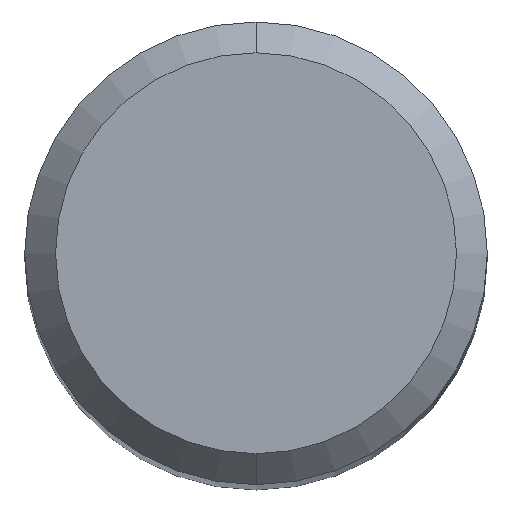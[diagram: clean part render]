
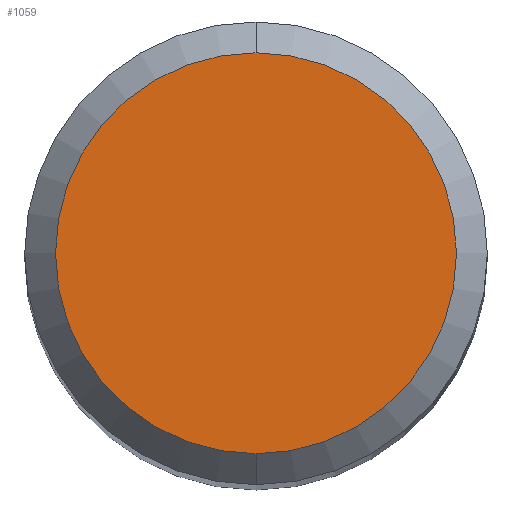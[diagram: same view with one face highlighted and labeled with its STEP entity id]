
A CAD part, top view. The second image highlights one B-rep face of the part: STEP entity #1059.
In plain terms, the highlighted planar face has unit normal (0, 0, 1).
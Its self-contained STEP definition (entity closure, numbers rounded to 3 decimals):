
#885=VERTEX_POINT('',#1756);
#899=EDGE_CURVE('',#885,#1233,#1770,.T.);
#983=EDGE_CURVE('',#1233,#885,#1865,.T.);
#1059=ADVANCED_FACE('',(#1945),#1946,.T.);
#1233=VERTEX_POINT('',#2136);
#1756=CARTESIAN_POINT('',(0.0,2.6,0.0));
#1770=CIRCLE('',#4080,2.6);
#1865=CIRCLE('',#4747,2.6);
#1945=FACE_OUTER_BOUND('',#5331,.T.);
#1946=PLANE('',#5332);
#2136=CARTESIAN_POINT('',(0.,-2.6,0.0));
#4080=AXIS2_PLACEMENT_3D('',#7771,#7772,#7773);
#4747=AXIS2_PLACEMENT_3D('',#7938,#7939,#7940);
#5331=EDGE_LOOP('',(#8024,#8025));
#5332=AXIS2_PLACEMENT_3D('',#8026,#8027,#8028);
#7771=CARTESIAN_POINT('',(0.0,0.0,0.0));
#7772=DIRECTION('',(0.0,0.0,-1.0));
#7773=DIRECTION('',(0.0,1.0,0.0));
#7938=CARTESIAN_POINT('',(0.0,0.0,0.0));
#7939=DIRECTION('',(0.0,0.0,-1.0));
#7940=DIRECTION('',(0.0,1.0,0.0));
#8024=ORIENTED_EDGE('',*,*,#899,.F.);
#8025=ORIENTED_EDGE('',*,*,#983,.F.);
#8026=CARTESIAN_POINT('',(0.0,1.3,0.0));
#8027=DIRECTION('',(-0.0,0.0,1.0));
#8028=DIRECTION('',(0.0,-1.0,0.0));
